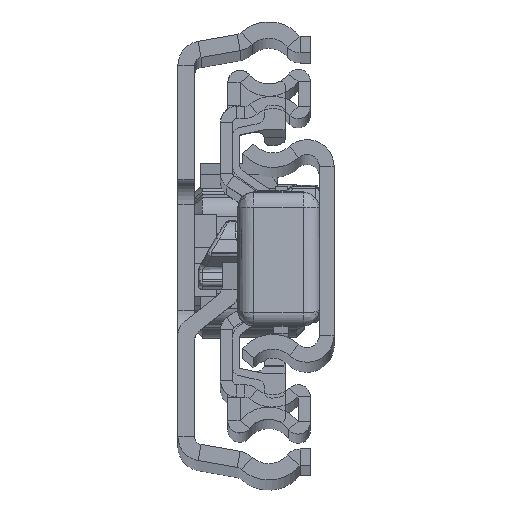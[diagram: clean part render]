
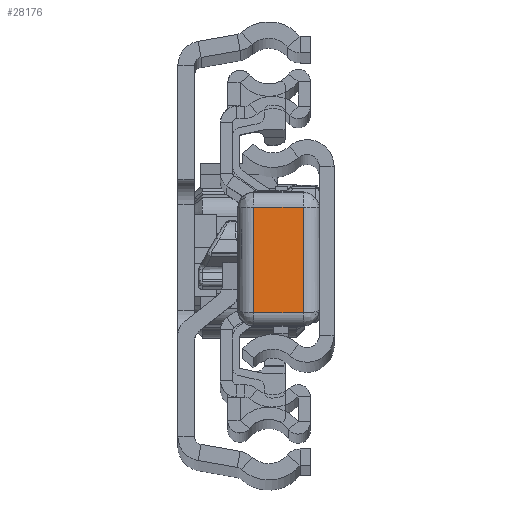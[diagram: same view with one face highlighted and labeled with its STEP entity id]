
A CAD part, top view. The second image highlights one B-rep face of the part: STEP entity #28176.
In plain terms, the highlighted face is planar.
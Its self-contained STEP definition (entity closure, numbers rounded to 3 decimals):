
#2137 = VERTEX_POINT ( 'NONE', #59083 ) ;
#9448 = VERTEX_POINT ( 'NONE', #52540 ) ;
#9488 = LINE ( 'NONE', #11201, #24711 ) ;
#11201 = CARTESIAN_POINT ( 'NONE',  ( 39.636, -12.609, 5.5 ) ) ;
#11429 = EDGE_CURVE ( 'NONE', #9448, #26416, #50830, .T. ) ;
#11670 = VECTOR ( 'NONE', #49528, 1000. ) ;
#13436 = DIRECTION ( 'NONE',  ( 0., 0., -1. ) ) ;
#17097 = DIRECTION ( 'NONE',  ( -1., 0., 0. ) ) ;
#17490 = EDGE_CURVE ( 'NONE', #41816, #9448, #35696, .T. ) ;
#17604 = LINE ( 'NONE', #26132, #11670 ) ;
#20669 = EDGE_CURVE ( 'NONE', #26416, #2137, #17604, .T. ) ;
#21830 = EDGE_LOOP ( 'NONE', ( #57229, #38977, #22293, #45183 ) ) ;
#22293 = ORIENTED_EDGE ( 'NONE', *, *, #20669, .T. ) ;
#24711 = VECTOR ( 'NONE', #28048, 1000. ) ;
#26132 = CARTESIAN_POINT ( 'NONE',  ( 39.636, 0., 8. ) ) ;
#26268 = CARTESIAN_POINT ( 'NONE',  ( 39.636, 0., 2. ) ) ;
#26416 = VERTEX_POINT ( 'NONE', #30925 ) ;
#28048 = DIRECTION ( 'NONE',  ( 0., 0., -1. ) ) ;
#28176 = ADVANCED_FACE ( 'NONE', ( #45943 ), #59961, .F. ) ;
#30925 = CARTESIAN_POINT ( 'NONE',  ( 39.636, 0.361, 8. ) ) ;
#31690 = AXIS2_PLACEMENT_3D ( 'NONE', #40196, #17097, #13436 ) ;
#34003 = CARTESIAN_POINT ( 'NONE',  ( 39.636, -12.609, 2. ) ) ;
#35696 = LINE ( 'NONE', #26268, #51343 ) ;
#38977 = ORIENTED_EDGE ( 'NONE', *, *, #11429, .T. ) ;
#40196 = CARTESIAN_POINT ( 'NONE',  ( 39.636, 0., 5.5 ) ) ;
#41423 = DIRECTION ( 'NONE',  ( 0., 0., 1. ) ) ;
#41816 = VERTEX_POINT ( 'NONE', #34003 ) ;
#45183 = ORIENTED_EDGE ( 'NONE', *, *, #50028, .T. ) ;
#45694 = DIRECTION ( 'NONE',  ( 0., 1., 0. ) ) ;
#45943 = FACE_OUTER_BOUND ( 'NONE', #21830, .T. ) ;
#49528 = DIRECTION ( 'NONE',  ( 0., -1., 0. ) ) ;
#49916 = CARTESIAN_POINT ( 'NONE',  ( 39.636, 0.361, 5.5 ) ) ;
#50028 = EDGE_CURVE ( 'NONE', #2137, #41816, #9488, .T. ) ;
#50830 = LINE ( 'NONE', #49916, #58691 ) ;
#51343 = VECTOR ( 'NONE', #45694, 1000. ) ;
#52540 = CARTESIAN_POINT ( 'NONE',  ( 39.636, 0.361, 2. ) ) ;
#57229 = ORIENTED_EDGE ( 'NONE', *, *, #17490, .T. ) ;
#58691 = VECTOR ( 'NONE', #41423, 1000. ) ;
#59083 = CARTESIAN_POINT ( 'NONE',  ( 39.636, -12.609, 8. ) ) ;
#59961 = PLANE ( 'NONE',  #31690 ) ;
